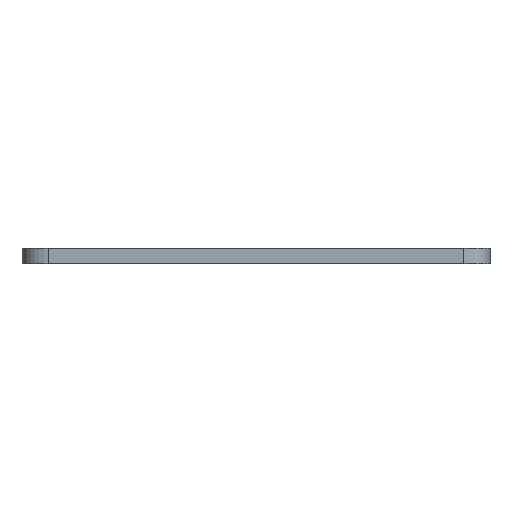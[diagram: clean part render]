
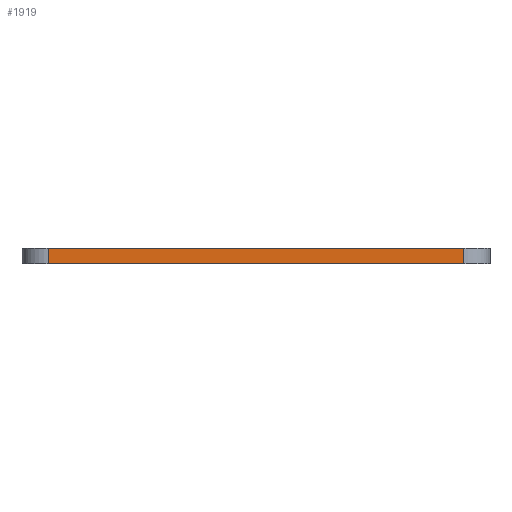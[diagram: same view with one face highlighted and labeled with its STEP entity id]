
A CAD part, left-side view. The second image highlights one B-rep face of the part: STEP entity #1919.
In plain terms, the highlighted planar face has unit normal (-1, 0, 0).
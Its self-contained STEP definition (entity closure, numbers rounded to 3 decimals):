
#89=PLANE('',#2103);
#183=FACE_OUTER_BOUND('',#291,.T.);
#291=EDGE_LOOP('',(#1681,#1682,#1683,#1684));
#309=LINE('',#2667,#497);
#314=LINE('',#2679,#502);
#362=LINE('',#2862,#550);
#494=LINE('',#3210,#682);
#497=VECTOR('',#2113,10.);
#502=VECTOR('',#2124,10.);
#550=VECTOR('',#2262,10.);
#682=VECTOR('',#2652,10.);
#774=VERTEX_POINT('',#2664);
#775=VERTEX_POINT('',#2666);
#779=VERTEX_POINT('',#2678);
#868=VERTEX_POINT('',#2858);
#958=EDGE_CURVE('',#774,#775,#309,.T.);
#964=EDGE_CURVE('',#775,#779,#314,.T.);
#1056=EDGE_CURVE('',#779,#868,#362,.T.);
#1230=EDGE_CURVE('',#868,#774,#494,.T.);
#1681=ORIENTED_EDGE('',*,*,#958,.F.);
#1682=ORIENTED_EDGE('',*,*,#1230,.F.);
#1683=ORIENTED_EDGE('',*,*,#1056,.F.);
#1684=ORIENTED_EDGE('',*,*,#964,.F.);
#1919=ADVANCED_FACE('',(#183),#89,.T.);
#2103=AXIS2_PLACEMENT_3D('',#3209,#2650,#2651);
#2113=DIRECTION('',(0.,0.,1.));
#2124=DIRECTION('',(0.,-1.,0.));
#2262=DIRECTION('',(0.,0.,-1.));
#2650=DIRECTION('center_axis',(-1.,0.,0.));
#2651=DIRECTION('ref_axis',(0.,1.,0.));
#2652=DIRECTION('',(0.,1.,0.));
#2664=CARTESIAN_POINT('',(-10.,74.06,18.));
#2666=CARTESIAN_POINT('',(-10.,74.06,21.));
#2667=CARTESIAN_POINT('',(-10.,74.06,21.));
#2678=CARTESIAN_POINT('',(-10.,-5.,21.));
#2679=CARTESIAN_POINT('',(-10.,56.795,21.));
#2858=CARTESIAN_POINT('',(-10.,-5.,18.));
#2862=CARTESIAN_POINT('',(-10.,-5.,21.));
#3209=CARTESIAN_POINT('Origin',(-10.,-10.,21.));
#3210=CARTESIAN_POINT('',(-10.,56.795,18.));
